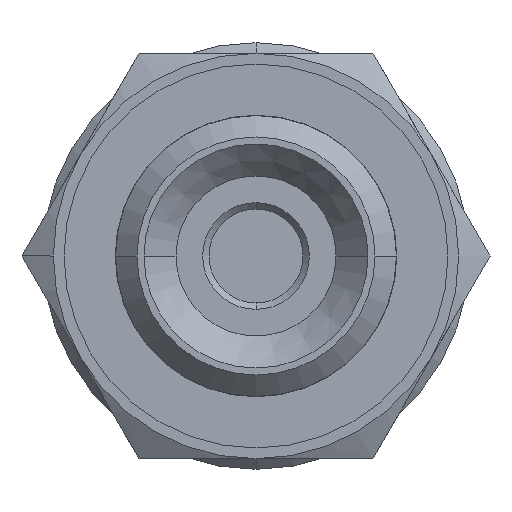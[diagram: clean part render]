
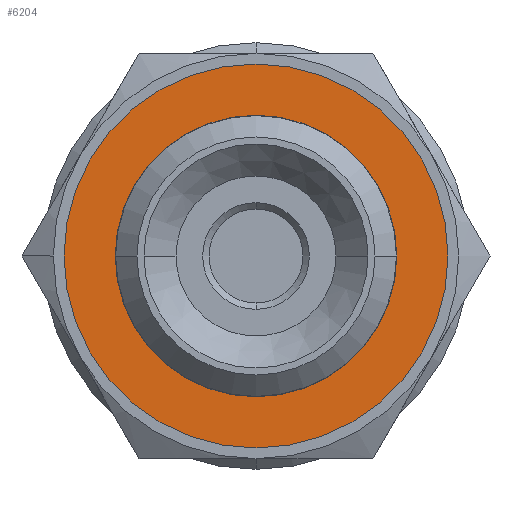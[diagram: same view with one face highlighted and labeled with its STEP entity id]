
A CAD part, front view. The second image highlights one B-rep face of the part: STEP entity #6204.
In plain terms, the highlighted planar face has unit normal (0, -1, 0).
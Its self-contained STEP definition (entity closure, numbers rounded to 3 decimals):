
#43 = FACE_BOUND ( 'NONE', #4038, .T. ) ;
#44 = PLANE ( 'NONE',  #7089 ) ;
#54 = CARTESIAN_POINT ( 'NONE',  ( -6.6, 0.2, 0. ) ) ;
#55 = DIRECTION ( 'NONE',  ( 0., -1., 0. ) ) ;
#56 = DIRECTION ( 'NONE',  ( 1., 0., 0. ) ) ;
#1112 = CIRCLE ( 'NONE', #1148, 9. ) ;
#1148 = AXIS2_PLACEMENT_3D ( 'NONE', #7718, #7720, #7722 ) ;
#1338 = CIRCLE ( 'NONE', #1590, 6.6 ) ;
#1590 = AXIS2_PLACEMENT_3D ( 'NONE', #10008, #10009, #10011 ) ;
#1611 = AXIS2_PLACEMENT_3D ( 'NONE', #6706, #6707, #6708 ) ;
#1614 = CIRCLE ( 'NONE', #1611, 6.6 ) ;
#1668 = AXIS2_PLACEMENT_3D ( 'NONE', #6578, #6579, #6580 ) ;
#1676 = CIRCLE ( 'NONE', #1668, 9. ) ;
#2651 = CARTESIAN_POINT ( 'NONE',  ( -9., 0.2, 0. ) ) ;
#2661 = CARTESIAN_POINT ( 'NONE',  ( 9., 0.2, 0. ) ) ;
#3735 = EDGE_LOOP ( 'NONE', ( #10539, #10535 ) ) ;
#4038 = EDGE_LOOP ( 'NONE', ( #10536, #10531 ) ) ;
#5329 = FACE_OUTER_BOUND ( 'NONE', #3735, .T. ) ;
#5628 = EDGE_CURVE ( 'NONE', #9098, #9232, #1338, .T. ) ;
#5687 = EDGE_CURVE ( 'NONE', #8750, #8692, #1112, .T. ) ;
#5885 = EDGE_CURVE ( 'NONE', #8692, #8750, #1676, .T. ) ;
#5913 = EDGE_CURVE ( 'NONE', #9232, #9098, #1614, .T. ) ;
#5991 = CARTESIAN_POINT ( 'NONE',  ( 6.6, 0.2, 0. ) ) ;
#6084 = CARTESIAN_POINT ( 'NONE',  ( -6.6, 0.2, 0. ) ) ;
#6204 = ADVANCED_FACE ( 'NONE', ( #5329, #43 ), #44, .T. ) ;
#6578 = CARTESIAN_POINT ( 'NONE',  ( 0., 0.2, 0. ) ) ;
#6579 = DIRECTION ( 'NONE',  ( 0., -1., 0. ) ) ;
#6580 = DIRECTION ( 'NONE',  ( 1., 0., 0. ) ) ;
#6706 = CARTESIAN_POINT ( 'NONE',  ( 0., 0.2, 0. ) ) ;
#6707 = DIRECTION ( 'NONE',  ( 0., -1., 0. ) ) ;
#6708 = DIRECTION ( 'NONE',  ( 1., 0., 0. ) ) ;
#7089 = AXIS2_PLACEMENT_3D ( 'NONE', #54, #55, #56 ) ;
#7718 = CARTESIAN_POINT ( 'NONE',  ( 0., 0.2, 0. ) ) ;
#7720 = DIRECTION ( 'NONE',  ( 0., -1., 0. ) ) ;
#7722 = DIRECTION ( 'NONE',  ( 1., 0., 0. ) ) ;
#8692 = VERTEX_POINT ( 'NONE', #2651 ) ;
#8750 = VERTEX_POINT ( 'NONE', #2661 ) ;
#9098 = VERTEX_POINT ( 'NONE', #5991 ) ;
#9232 = VERTEX_POINT ( 'NONE', #6084 ) ;
#10008 = CARTESIAN_POINT ( 'NONE',  ( 0., 0.2, 0. ) ) ;
#10009 = DIRECTION ( 'NONE',  ( 0., -1., 0. ) ) ;
#10011 = DIRECTION ( 'NONE',  ( 1., 0., 0. ) ) ;
#10531 = ORIENTED_EDGE ( 'NONE', *, *, #5628, .F. ) ;
#10535 = ORIENTED_EDGE ( 'NONE', *, *, #5885, .T. ) ;
#10536 = ORIENTED_EDGE ( 'NONE', *, *, #5913, .F. ) ;
#10539 = ORIENTED_EDGE ( 'NONE', *, *, #5687, .T. ) ;
